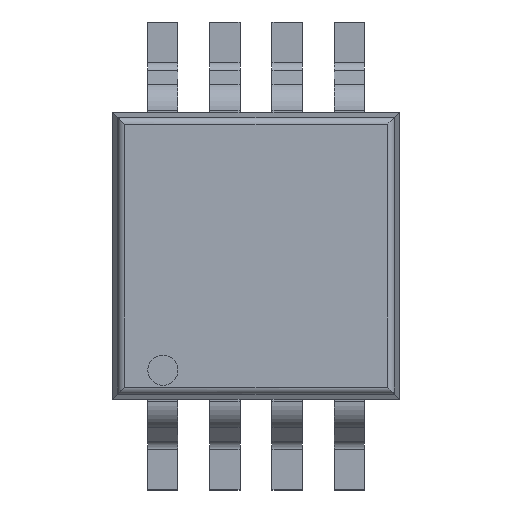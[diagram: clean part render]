
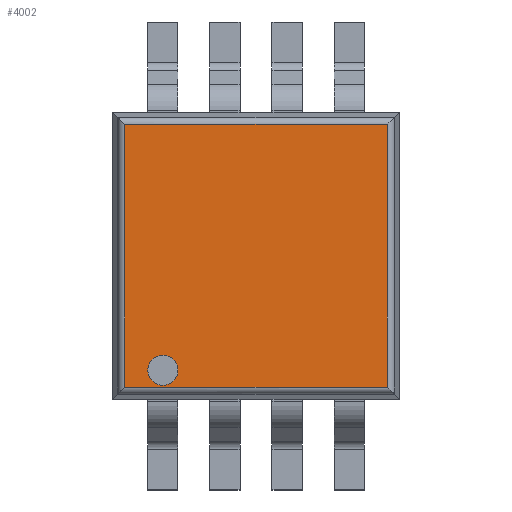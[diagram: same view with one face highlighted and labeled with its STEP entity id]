
A CAD part, top view. The second image highlights one B-rep face of the part: STEP entity #4002.
In plain terms, the highlighted planar face has unit normal (0, 0, 1).
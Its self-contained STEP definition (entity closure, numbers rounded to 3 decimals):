
#3943 = CARTESIAN_POINT ( 'NONE',  ( -0.975, -1.355, 1.1 ) ) ;
#3944 = VERTEX_POINT ( 'NONE', #3943 ) ;
#3945 = CARTESIAN_POINT ( 'NONE',  ( -0.975, -1.04, 1.1 ) ) ;
#3946 = VERTEX_POINT ( 'NONE', #3945 ) ;
#3947 = CARTESIAN_POINT ( 'NONE',  ( -0.975, -1.198, 1.1 ) ) ;
#3948 = DIRECTION ( 'NONE',  ( 0., 0., 1. ) ) ;
#3949 = DIRECTION ( 'NONE',  ( 0., -1., 0. ) ) ;
#3950 = AXIS2_PLACEMENT_3D ( 'NONE', #3947, #3948, #3949 ) ;
#3951 = CIRCLE ( 'NONE', #3950, 0.158) ;
#3952 = EDGE_CURVE ( 'NONE', #3944, #3946, #3951, .T. ) ;
#3953 = ORIENTED_EDGE ( 'NONE', *, *, #3952, .F. ) ;
#3954 = CARTESIAN_POINT ( 'NONE',  ( -0.975, -1.198, 1.1 ) ) ;
#3955 = DIRECTION ( 'NONE',  ( 0., 0., 1. ) ) ;
#3956 = DIRECTION ( 'NONE',  ( 0., -1., 0. ) ) ;
#3957 = AXIS2_PLACEMENT_3D ( 'NONE', #3954, #3955, #3956 ) ;
#3958 = CIRCLE ( 'NONE', #3957, 0.158) ;
#3959 = EDGE_CURVE ( 'NONE', #3946, #3944, #3958, .T. ) ;
#3960 = ORIENTED_EDGE ( 'NONE', *, *, #3959, .F. ) ;
#3961 = EDGE_LOOP ( 'NONE', ( #3953, #3960 ) ) ;
#3962 = FACE_BOUND ( 'NONE', #3961, .T. ) ;
#3963 = CARTESIAN_POINT ( 'NONE',  ( 1.375, -1.375, 1.1 ) ) ;
#3964 = VERTEX_POINT ( 'NONE', #3963 ) ;
#3965 = CARTESIAN_POINT ( 'NONE',  ( 1.375, 1.375, 1.1 ) ) ;
#3966 = VERTEX_POINT ( 'NONE', #3965 ) ;
#3967 = CARTESIAN_POINT ( 'NONE',  ( 1.375, 1.436, 1.1 ) ) ;
#3968 = DIRECTION ( 'NONE',  ( 0., 1., 0. ) ) ;
#3969 = VECTOR ( 'NONE', #3968, 1000. ) ;
#3970 = LINE ( 'NONE', #3967, #3969 ) ;
#3971 = EDGE_CURVE ( 'NONE', #3964, #3966, #3970, .T. ) ;
#3972 = ORIENTED_EDGE ( 'NONE', *, *, #3971, .T. ) ;
#3973 = CARTESIAN_POINT ( 'NONE',  ( -1.375, 1.375, 1.1 ) ) ;
#3974 = VERTEX_POINT ( 'NONE', #3973 ) ;
#3975 = CARTESIAN_POINT ( 'NONE',  ( -1.436, 1.375, 1.1 ) ) ;
#3976 = DIRECTION ( 'NONE',  ( -1., 0., 0. ) ) ;
#3977 = VECTOR ( 'NONE', #3976, 1000. ) ;
#3978 = LINE ( 'NONE', #3975, #3977 ) ;
#3979 = EDGE_CURVE ( 'NONE', #3966, #3974, #3978, .T. ) ;
#3980 = ORIENTED_EDGE ( 'NONE', *, *, #3979, .T. ) ;
#3981 = CARTESIAN_POINT ( 'NONE',  ( -1.375, -1.375, 1.1 ) ) ;
#3982 = VERTEX_POINT ( 'NONE', #3981 ) ;
#3983 = CARTESIAN_POINT ( 'NONE',  ( -1.375, -1.436, 1.1 ) ) ;
#3984 = DIRECTION ( 'NONE',  ( 0., -1., 0. ) ) ;
#3985 = VECTOR ( 'NONE', #3984, 1000. ) ;
#3986 = LINE ( 'NONE', #3983, #3985 ) ;
#3987 = EDGE_CURVE ( 'NONE', #3974, #3982, #3986, .T. ) ;
#3988 = ORIENTED_EDGE ( 'NONE', *, *, #3987, .T. ) ;
#3989 = CARTESIAN_POINT ( 'NONE',  ( 1.436, -1.375, 1.1 ) ) ;
#3990 = DIRECTION ( 'NONE',  ( 1., 0., 0. ) ) ;
#3991 = VECTOR ( 'NONE', #3990, 1000. ) ;
#3992 = LINE ( 'NONE', #3989, #3991 ) ;
#3993 = EDGE_CURVE ( 'NONE', #3982, #3964, #3992, .T. ) ;
#3994 = ORIENTED_EDGE ( 'NONE', *, *, #3993, .T. ) ;
#3995 = EDGE_LOOP ( 'NONE', ( #3972, #3980, #3988, #3994 ) ) ;
#3996 = FACE_OUTER_BOUND ( 'NONE', #3995, .T. ) ;
#3997 = CARTESIAN_POINT ( 'NONE',  ( 0.45, -0.921, 1.1 ) ) ;
#3998 = DIRECTION ( 'NONE',  ( 0., 0., -1. ) ) ;
#3999 = DIRECTION ( 'NONE',  ( 0., 1., 0. ) ) ;
#4000 = AXIS2_PLACEMENT_3D ( 'NONE', #3997, #3998, #3999 ) ;
#4001 = PLANE ( 'NONE', #4000 ) ;
#4002 = ADVANCED_FACE ( 'NONE', ( #3962, #3996 ), #4001, .F. ) ;
